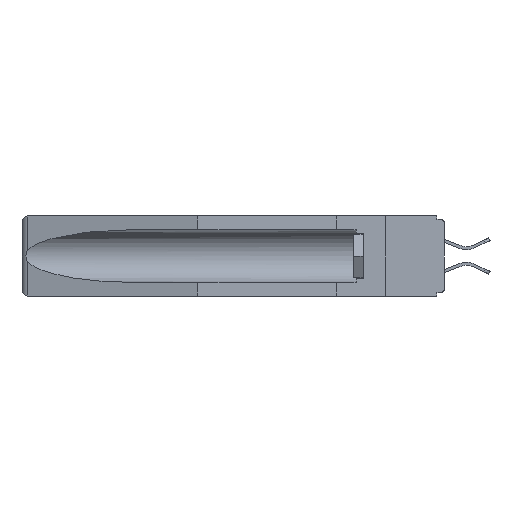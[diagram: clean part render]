
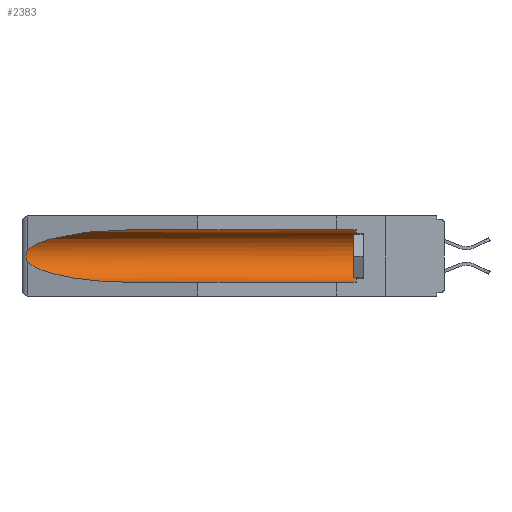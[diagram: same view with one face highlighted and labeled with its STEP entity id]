
A CAD part, left-side view. The second image highlights one B-rep face of the part: STEP entity #2383.
In plain terms, the highlighted cylindrical face has radius 2.857 mm (diameter 5.715 mm), a partial arc.
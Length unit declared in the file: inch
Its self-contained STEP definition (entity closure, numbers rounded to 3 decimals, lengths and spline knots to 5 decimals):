
#85 = CARTESIAN_POINT ( 'NONE',  ( 0.26537, 1.52718, -0.19328 ) ) ;
#623 = DIRECTION ( 'NONE',  ( 0., 1., 0. ) ) ;
#1417 = VERTEX_POINT ( 'NONE', #26254 ) ;
#1556 = DIRECTION ( 'NONE',  ( 0., 0., 1. ) ) ;
#2053 = LINE ( 'NONE', #4390, #8576 ) ;
#2350 = ORIENTED_EDGE ( 'NONE', *, *, #24408, .F. ) ;
#2383 = ADVANCED_FACE ( 'NONE', ( #24427 ), #23773, .F. ) ;
#2931 = VECTOR ( 'NONE', #623, 39.37008 ) ;
#3208 = DIRECTION ( 'NONE',  ( 0., 1., 0. ) ) ;
#3311 = EDGE_CURVE ( 'NONE', #1417, #13671, #25095, .T. ) ;
#3954 = CARTESIAN_POINT ( 'NONE',  ( 0.155, 1.07973, -0.284 ) ) ;
#4053 = B_SPLINE_CURVE_WITH_KNOTS ( 'NONE', 3,
 ( #15831, #5808, #18026, #24301, #9909, #20269, #22281, #16112, #20007, #11816 ),
 .UNSPECIFIED., .F., .F.,
 ( 4, 2, 2, 2, 4 ),
 ( 0., 0.00029, 0.00058, 0.00087, 0.00117 ),
 .UNSPECIFIED. ) ;
#4390 = CARTESIAN_POINT ( 'NONE',  ( 0.155, -0.30754, -0.059 ) ) ;
#4647 = CARTESIAN_POINT ( 'NONE',  ( 0.155, 1.07973, -0.284 ) ) ;
#5009 = CARTESIAN_POINT ( 'NONE',  ( 0.26537, 1.52718, -0.14972 ) ) ;
#5303 = DIRECTION ( 'NONE',  ( 0., 0., 1. ) ) ;
#5808 = CARTESIAN_POINT ( 'NONE',  ( 0.26597, 1.52961, -0.15275 ) ) ;
#7611 = CARTESIAN_POINT ( 'NONE',  ( 0.21114, 1.30732, -0.059 ) ) ;
#7666 = VERTEX_POINT ( 'NONE', #13393 ) ;
#8022 = EDGE_LOOP ( 'NONE', ( #16118, #26763, #8653, #2350, #21815, #13325 ) ) ;
#8576 = VECTOR ( 'NONE', #14785, 39.37008 ) ;
#8653 = ORIENTED_EDGE ( 'NONE', *, *, #25830, .T. ) ;
#9909 = CARTESIAN_POINT ( 'NONE',  ( 0.2675, 1.53308, -0.16763 ) ) ;
#10420 = EDGE_CURVE ( 'NONE', #7666, #1417, #2053, .T. ) ;
#11228 = EDGE_CURVE ( 'NONE', #13671, #14883, #4053, .T. ) ;
#11501 = CARTESIAN_POINT ( 'NONE',  ( 0.155, -0.30754, -0.1715 ) ) ;
#11816 = CARTESIAN_POINT ( 'NONE',  ( 0.26537, 1.52718, -0.19328 ) ) ;
#12051 = CARTESIAN_POINT ( 'NONE',  ( 0.155, 0.126, -0.1715 ) ) ;
#13325 = ORIENTED_EDGE ( 'NONE', *, *, #10420, .T. ) ;
#13393 = CARTESIAN_POINT ( 'NONE',  ( 0.155, 0.126, -0.059 ) ) ;
#13614 = CARTESIAN_POINT ( 'NONE',  ( 0.25451, 1.48313, -0.09465 ) ) ;
#13671 = VERTEX_POINT ( 'NONE', #5009 ) ;
#14036 = DIRECTION ( 'NONE',  ( 0., -1., 0. ) ) ;
#14785 = DIRECTION ( 'NONE',  ( 0., 1., 0. ) ) ;
#14883 = VERTEX_POINT ( 'NONE', #23267 ) ;
#15831 = CARTESIAN_POINT ( 'NONE',  ( 0.26537, 1.52718, -0.14972 ) ) ;
#16112 = CARTESIAN_POINT ( 'NONE',  ( 0.26655, 1.53094, -0.18657 ) ) ;
#16118 = ORIENTED_EDGE ( 'NONE', *, *, #3311, .T. ) ;
#16205 = CARTESIAN_POINT ( 'NONE',  ( 0.155, 0.126, -0.284 ) ) ;
#16954 = CARTESIAN_POINT ( 'NONE',  ( 0.25451, 1.48313, -0.24835 ) ) ;
#18026 = CARTESIAN_POINT ( 'NONE',  ( 0.26654, 1.53092, -0.15636 ) ) ;
#19801 = CARTESIAN_POINT ( 'NONE',  ( 0.155, 1.07973, -0.059 ) ) ;
#20007 = CARTESIAN_POINT ( 'NONE',  ( 0.26597, 1.5296, -0.19026 ) ) ;
#20269 = CARTESIAN_POINT ( 'NONE',  ( 0.2675, 1.53308, -0.17534 ) ) ;
#20725 =( BOUNDED_CURVE ( )  B_SPLINE_CURVE ( 3, ( #85, #16954, #21557, #4647 ),
 .UNSPECIFIED., .F., .F. ) 
 B_SPLINE_CURVE_WITH_KNOTS ( ( 4, 4 ),
 ( 0.1948, 1.5708 ),
 .UNSPECIFIED. ) 
 CURVE ( )  GEOMETRIC_REPRESENTATION_ITEM ( )  RATIONAL_B_SPLINE_CURVE ( ( 1., 0.848, 0.848, 1. ) ) 
 REPRESENTATION_ITEM ( '' )  );
#21148 = LINE ( 'NONE', #23601, #2931 ) ;
#21557 = CARTESIAN_POINT ( 'NONE',  ( 0.21114, 1.30732, -0.284 ) ) ;
#21793 = CARTESIAN_POINT ( 'NONE',  ( 0.26537, 1.52718, -0.14972 ) ) ;
#21815 = ORIENTED_EDGE ( 'NONE', *, *, #25266, .T. ) ;
#22281 = CARTESIAN_POINT ( 'NONE',  ( 0.2673, 1.53269, -0.17917 ) ) ;
#22602 = VERTEX_POINT ( 'NONE', #3954 ) ;
#23267 = CARTESIAN_POINT ( 'NONE',  ( 0.26537, 1.52718, -0.19328 ) ) ;
#23601 = CARTESIAN_POINT ( 'NONE',  ( 0.155, -0.30754, -0.284 ) ) ;
#23708 = VERTEX_POINT ( 'NONE', #16205 ) ;
#23773 = CYLINDRICAL_SURFACE ( 'NONE', #25911, 0.1125 ) ;
#24301 = CARTESIAN_POINT ( 'NONE',  ( 0.2673, 1.5327, -0.16383 ) ) ;
#24408 = EDGE_CURVE ( 'NONE', #23708, #22602, #21148, .T. ) ;
#24427 = FACE_OUTER_BOUND ( 'NONE', #8022, .T. ) ;
#24662 = AXIS2_PLACEMENT_3D ( 'NONE', #12051, #14036, #1556 ) ;
#25095 =( BOUNDED_CURVE ( )  B_SPLINE_CURVE ( 3, ( #19801, #7611, #13614, #21793 ),
 .UNSPECIFIED., .F., .F. ) 
 B_SPLINE_CURVE_WITH_KNOTS ( ( 4, 4 ),
 ( 4.71239, 6.08839 ),
 .UNSPECIFIED. ) 
 CURVE ( )  GEOMETRIC_REPRESENTATION_ITEM ( )  RATIONAL_B_SPLINE_CURVE ( ( 1., 0.848, 0.848, 1. ) ) 
 REPRESENTATION_ITEM ( '' )  );
#25266 = EDGE_CURVE ( 'NONE', #23708, #7666, #26998, .T. ) ;
#25830 = EDGE_CURVE ( 'NONE', #14883, #22602, #20725, .T. ) ;
#25911 = AXIS2_PLACEMENT_3D ( 'NONE', #11501, #3208, #5303 ) ;
#26254 = CARTESIAN_POINT ( 'NONE',  ( 0.155, 1.07973, -0.059 ) ) ;
#26763 = ORIENTED_EDGE ( 'NONE', *, *, #11228, .T. ) ;
#26998 = CIRCLE ( 'NONE', #24662, 0.1125 ) ;
